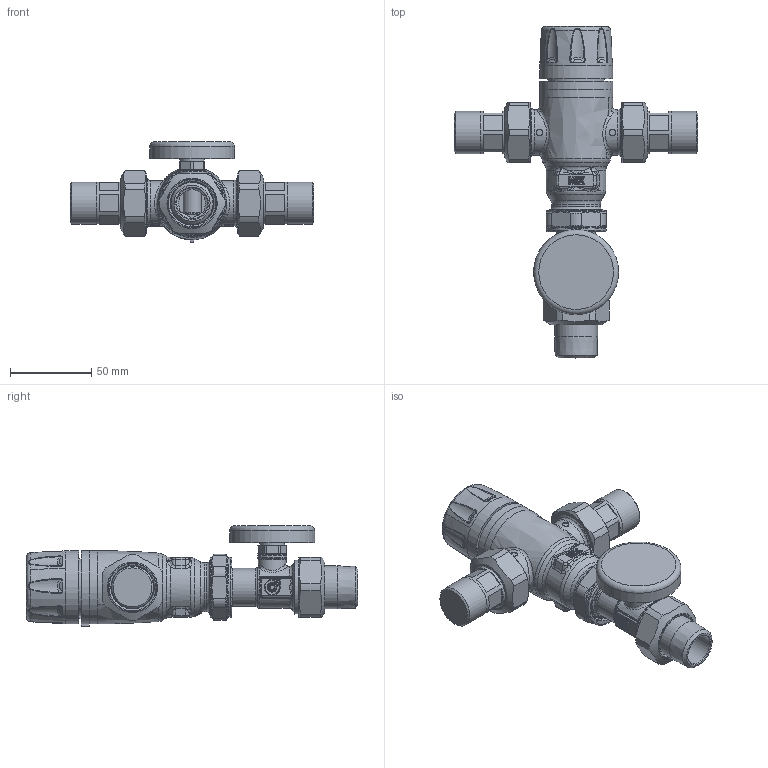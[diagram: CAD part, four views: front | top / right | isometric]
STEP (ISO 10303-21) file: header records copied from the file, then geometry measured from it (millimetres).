
FILE_DESCRIPTION(/* description */ (''),/* implementation_level */ '2;1');
FILE_NAME(/* name */ '521510AC.stp',/* time_stamp */ '2025-06-25T08:41:22-05:00',/* author */ ('ischreiner'),/* organization */ (''),/* preprocessor_version */ 'ST-DEVELOPER v20',/* originating_system */ 'Autodesk Inventor 2024',/* authorisation */ '');
FILE_SCHEMA (('AUTOMOTIVE_DESIGN { 1 0 10303 214 3 1 1 }'));
Products named in the file (10): 521510AC; 521101A; 59840A; F0002466 probe asm 1 inch union; F0000603 probe with 1 inch male G thread; F0002386 drywell tin plated; 31901A; F61008 - 1 inch union nut; F0000698 1 inch slip nut; NA11031 Temp Gauge
Assembly tree (12 placements, depth 3):
  521510AC
    521101A
    59840A  x2
    F0002466 probe asm 1 inch union
      F0000603 probe with 1 inch male G thread
      F0002386 drywell tin plated
    31901A
    F61008 - 1 inch union nut  x3
    F0000698 1 inch slip nut
    NA11031 Temp Gauge
Bounding box: 149.9 x 204.35 x 61.9 mm (x, y, z)
Volume: 302515.9 mm3; surface area: 73417.5 mm2
Topology: 11 solids, 11 shells, 1801 faces, 4173 edges, 2290 vertices
Faces by surface type: bspline 639, cylinder 541, plane 327, sphere 106, cone 103, torus 85
Full cylindrical faces by diameter (mm): 2 x1, 4 x2, 8 x1, 9 x1, 9.017 x1, 10.008 x1, 11.176 x1, 11.227 x1, 11.43 x1, 11.5 x1, 12.954 x1, 13.5 x1, 13.6 x1, 15.24 x1, 15.875 x1, 17 x1, 18 x1, 19 x2, 21 x1, 22 x1, 23.5 x1, 24 x1, 26 x4, 26.5 x1, 26.924 x3, 27.7 x1, 28 x2, 29.6 x1, 30 x4, 30.302 x3
Entity records: 110244 total; most frequent: CARTESIAN_POINT 73263, ORIENTED_EDGE 7702, DIRECTION 6979, EDGE_CURVE 3851, AXIS2_PLACEMENT_3D 2919, VERTEX_POINT 2183, EDGE_LOOP 1790, FACE_OUTER_BOUND 1732
